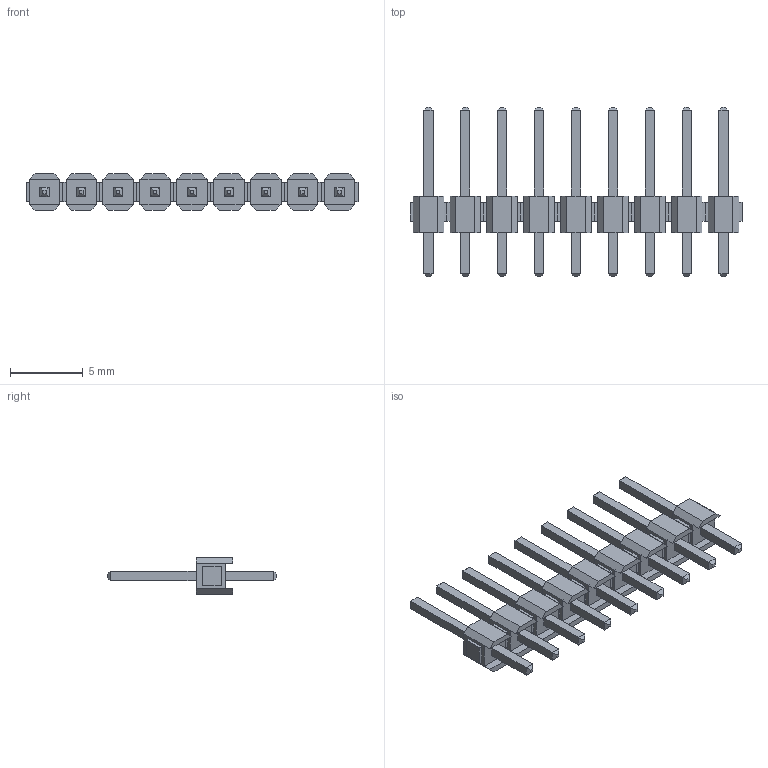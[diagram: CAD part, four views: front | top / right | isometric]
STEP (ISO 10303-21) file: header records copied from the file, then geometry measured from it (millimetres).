
FILE_DESCRIPTION (( 'STEP AP214' ), '1' );
FILE_NAME ('PLS-09.STEP', '2019-06-28T12:33:58', ( '' ), ( '' ), 'SwSTEP 2.0', 'SolidWorks 2018', '' );
FILE_SCHEMA (( 'AUTOMOTIVE_DESIGN' ));
Length unit declared in the file: millimetre
Products named in the file (1): PLS-09
Bounding box: 22.86 x 11.64 x 2.54 mm (x, y, z)
Volume: 138.6 mm3; surface area: 520.9 mm2
Topology: 9 solids, 9 shells, 378 faces, 864 edges, 540 vertices
Faces by surface type: plane 378
Entity records: 14528 total; most frequent: CARTESIAN_POINT 1783, ORIENTED_EDGE 1728, DIRECTION 1622, LINE 864, EDGE_CURVE 864, VECTOR 864, VERTEX_POINT 540, EDGE_LOOP 414
